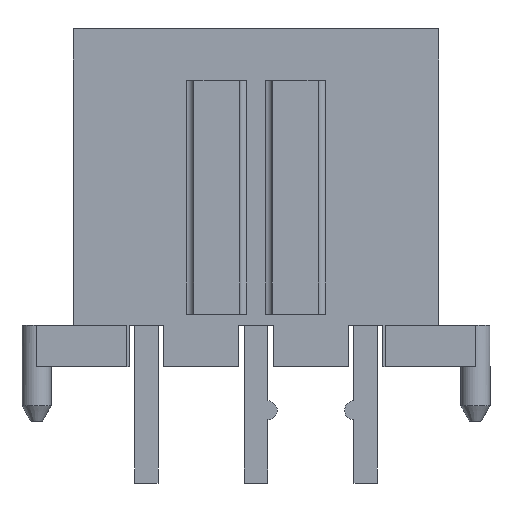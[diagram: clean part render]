
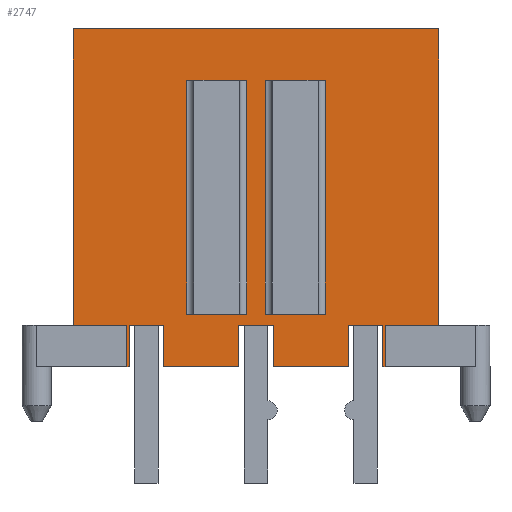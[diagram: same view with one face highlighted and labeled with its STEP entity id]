
A CAD part, front view. The second image highlights one B-rep face of the part: STEP entity #2747.
In plain terms, the highlighted planar face has unit normal (0, -1, 0).
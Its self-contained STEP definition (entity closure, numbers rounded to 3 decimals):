
#80=DIRECTION('',(1.,0.,0.));
#81=VECTOR('',#80,10.);
#82=CARTESIAN_POINT('',(-5.,-1.93,0.));
#83=LINE('',#82,#81);
#242=DIRECTION('',(1.,0.,0.));
#243=VECTOR('',#242,2.07);
#244=CARTESIAN_POINT('',(0.465,-1.93,-9.24));
#245=LINE('',#244,#243);
#274=DIRECTION('',(1.,0.,0.));
#275=VECTOR('',#274,2.07);
#276=CARTESIAN_POINT('',(-2.535,-1.93,-9.24));
#277=LINE('',#276,#275);
#331=DIRECTION('',(1.,0.,0.));
#332=VECTOR('',#331,0.07);
#333=CARTESIAN_POINT('',(-3.535,-1.93,-9.24));
#334=LINE('',#333,#332);
#374=DIRECTION('',(1.,0.,0.));
#375=VECTOR('',#374,0.07);
#376=CARTESIAN_POINT('',(3.465,-1.93,-9.24));
#377=LINE('',#376,#375);
#582=DIRECTION('',(0.,0.,-1.));
#583=VECTOR('',#582,8.11);
#584=CARTESIAN_POINT('',(5.,-1.93,0.));
#585=LINE('',#584,#583);
#725=DIRECTION('',(0.,0.,-1.));
#726=VECTOR('',#725,6.4);
#727=CARTESIAN_POINT('',(-1.9,-1.93,-1.4));
#728=LINE('',#727,#726);
#729=DIRECTION('',(0.,0.,1.));
#730=VECTOR('',#729,6.4);
#731=CARTESIAN_POINT('',(-0.25,-1.93,-7.8));
#732=LINE('',#731,#730);
#733=DIRECTION('',(0.,0.,-1.));
#734=VECTOR('',#733,6.4);
#735=CARTESIAN_POINT('',(0.25,-1.93,-1.4));
#736=LINE('',#735,#734);
#737=DIRECTION('',(0.,0.,1.));
#738=VECTOR('',#737,6.4);
#739=CARTESIAN_POINT('',(1.9,-1.93,-7.8));
#740=LINE('',#739,#738);
#741=DIRECTION('',(1.,0.,0.));
#742=VECTOR('',#741,1.465);
#743=CARTESIAN_POINT('',(-5.,-1.93,-8.11));
#744=LINE('',#743,#742);
#745=DIRECTION('',(0.,0.,-1.));
#746=VECTOR('',#745,8.11);
#747=CARTESIAN_POINT('',(-5.,-1.93,0.));
#748=LINE('',#747,#746);
#749=DIRECTION('',(1.,0.,0.));
#750=VECTOR('',#749,1.465);
#751=CARTESIAN_POINT('',(3.535,-1.93,-8.11));
#752=LINE('',#751,#750);
#753=DIRECTION('',(0.,0.,1.));
#754=VECTOR('',#753,1.13);
#755=CARTESIAN_POINT('',(3.535,-1.93,-9.24));
#756=LINE('',#755,#754);
#757=DIRECTION('',(0.,0.,1.));
#758=VECTOR('',#757,1.13);
#759=CARTESIAN_POINT('',(3.465,-1.93,-9.24));
#760=LINE('',#759,#758);
#761=DIRECTION('',(1.,0.,0.));
#762=VECTOR('',#761,0.93);
#763=CARTESIAN_POINT('',(2.535,-1.93,-8.11));
#764=LINE('',#763,#762);
#765=DIRECTION('',(0.,0.,1.));
#766=VECTOR('',#765,1.13);
#767=CARTESIAN_POINT('',(2.535,-1.93,-9.24));
#768=LINE('',#767,#766);
#769=DIRECTION('',(0.,0.,1.));
#770=VECTOR('',#769,1.13);
#771=CARTESIAN_POINT('',(0.465,-1.93,-9.24));
#772=LINE('',#771,#770);
#773=DIRECTION('',(1.,0.,0.));
#774=VECTOR('',#773,0.93);
#775=CARTESIAN_POINT('',(-0.465,-1.93,-8.11));
#776=LINE('',#775,#774);
#777=DIRECTION('',(0.,0.,1.));
#778=VECTOR('',#777,1.13);
#779=CARTESIAN_POINT('',(-0.465,-1.93,-9.24));
#780=LINE('',#779,#778);
#781=DIRECTION('',(0.,0.,1.));
#782=VECTOR('',#781,1.13);
#783=CARTESIAN_POINT('',(-2.535,-1.93,-9.24));
#784=LINE('',#783,#782);
#785=DIRECTION('',(1.,0.,0.));
#786=VECTOR('',#785,0.93);
#787=CARTESIAN_POINT('',(-3.465,-1.93,-8.11));
#788=LINE('',#787,#786);
#789=DIRECTION('',(0.,0.,1.));
#790=VECTOR('',#789,1.13);
#791=CARTESIAN_POINT('',(-3.465,-1.93,-9.24));
#792=LINE('',#791,#790);
#793=DIRECTION('',(0.,0.,1.));
#794=VECTOR('',#793,1.13);
#795=CARTESIAN_POINT('',(-3.535,-1.93,-9.24));
#796=LINE('',#795,#794);
#807=DIRECTION('',(1.,0.,0.));
#808=VECTOR('',#807,1.65);
#809=CARTESIAN_POINT('',(-1.9,-1.93,-1.4));
#810=LINE('',#809,#808);
#825=DIRECTION('',(-1.,0.,0.));
#826=VECTOR('',#825,1.65);
#827=CARTESIAN_POINT('',(-0.25,-1.93,-7.8));
#828=LINE('',#827,#826);
#891=DIRECTION('',(1.,0.,0.));
#892=VECTOR('',#891,1.65);
#893=CARTESIAN_POINT('',(0.25,-1.93,-1.4));
#894=LINE('',#893,#892);
#909=DIRECTION('',(-1.,0.,0.));
#910=VECTOR('',#909,1.65);
#911=CARTESIAN_POINT('',(1.9,-1.93,-7.8));
#912=LINE('',#911,#910);
#1451=CARTESIAN_POINT('',(-5.,-1.93,0.));
#1453=VERTEX_POINT('',#1451);
#1454=CARTESIAN_POINT('',(5.,-1.93,0.));
#1455=VERTEX_POINT('',#1454);
#1486=CARTESIAN_POINT('',(-1.9,-1.93,-1.4));
#1487=CARTESIAN_POINT('',(-1.9,-1.93,-7.8));
#1488=VERTEX_POINT('',#1486);
#1489=VERTEX_POINT('',#1487);
#1494=CARTESIAN_POINT('',(-0.25,-1.93,-7.8));
#1495=CARTESIAN_POINT('',(-0.25,-1.93,-1.4));
#1496=VERTEX_POINT('',#1494);
#1497=VERTEX_POINT('',#1495);
#1502=CARTESIAN_POINT('',(0.25,-1.93,-1.4));
#1503=CARTESIAN_POINT('',(0.25,-1.93,-7.8));
#1504=VERTEX_POINT('',#1502);
#1505=VERTEX_POINT('',#1503);
#1510=CARTESIAN_POINT('',(1.9,-1.93,-7.8));
#1511=CARTESIAN_POINT('',(1.9,-1.93,-1.4));
#1512=VERTEX_POINT('',#1510);
#1513=VERTEX_POINT('',#1511);
#1570=CARTESIAN_POINT('',(2.535,-1.93,-9.24));
#1572=VERTEX_POINT('',#1570);
#1574=CARTESIAN_POINT('',(3.465,-1.93,-9.24));
#1576=VERTEX_POINT('',#1574);
#1594=CARTESIAN_POINT('',(-0.465,-1.93,-9.24));
#1596=VERTEX_POINT('',#1594);
#1598=CARTESIAN_POINT('',(0.465,-1.93,-9.24));
#1600=VERTEX_POINT('',#1598);
#1618=CARTESIAN_POINT('',(-3.465,-1.93,-9.24));
#1620=VERTEX_POINT('',#1618);
#1622=CARTESIAN_POINT('',(-2.535,-1.93,-9.24));
#1624=VERTEX_POINT('',#1622);
#1686=CARTESIAN_POINT('',(3.535,-1.93,-8.11));
#1687=VERTEX_POINT('',#1686);
#1688=CARTESIAN_POINT('',(-3.535,-1.93,-8.11));
#1689=VERTEX_POINT('',#1688);
#1690=CARTESIAN_POINT('',(-5.,-1.93,-8.11));
#1691=VERTEX_POINT('',#1690);
#1692=CARTESIAN_POINT('',(5.,-1.93,-8.11));
#1693=VERTEX_POINT('',#1692);
#1694=CARTESIAN_POINT('',(3.535,-1.93,-9.24));
#1695=VERTEX_POINT('',#1694);
#1696=CARTESIAN_POINT('',(-3.535,-1.93,-9.24));
#1697=VERTEX_POINT('',#1696);
#1698=CARTESIAN_POINT('',(2.535,-1.93,-8.11));
#1699=VERTEX_POINT('',#1698);
#1700=CARTESIAN_POINT('',(3.465,-1.93,-8.11));
#1701=VERTEX_POINT('',#1700);
#1706=CARTESIAN_POINT('',(-0.465,-1.93,-8.11));
#1707=VERTEX_POINT('',#1706);
#1708=CARTESIAN_POINT('',(0.465,-1.93,-8.11));
#1709=VERTEX_POINT('',#1708);
#1714=CARTESIAN_POINT('',(-3.465,-1.93,-8.11));
#1715=VERTEX_POINT('',#1714);
#1716=CARTESIAN_POINT('',(-2.535,-1.93,-8.11));
#1717=VERTEX_POINT('',#1716);
#2697=CARTESIAN_POINT('',(-5.,-1.93,0.));
#2698=DIRECTION('',(0.,-1.,0.));
#2699=DIRECTION('',(1.,0.,0.));
#2700=AXIS2_PLACEMENT_3D('',#2697,#2698,#2699);
#2701=PLANE('',#2700);
#2702=ORIENTED_EDGE('',*,*,#2498,.F.);
#2703=ORIENTED_EDGE('',*,*,#2395,.F.);
#2704=ORIENTED_EDGE('',*,*,#1893,.T.);
#2705=ORIENTED_EDGE('',*,*,#2462,.T.);
#2706=ORIENTED_EDGE('',*,*,#2478,.F.);
#2707=ORIENTED_EDGE('',*,*,#2520,.F.);
#2708=ORIENTED_EDGE('',*,*,#2175,.F.);
#2709=ORIENTED_EDGE('',*,*,#2194,.T.);
#2710=ORIENTED_EDGE('',*,*,#2325,.F.);
#2712=ORIENTED_EDGE('',*,*,#2711,.F.);
#2713=ORIENTED_EDGE('',*,*,#2068,.F.);
#2714=ORIENTED_EDGE('',*,*,#2284,.T.);
#2715=ORIENTED_EDGE('',*,*,#2319,.F.);
#2717=ORIENTED_EDGE('',*,*,#2716,.F.);
#2718=ORIENTED_EDGE('',*,*,#2099,.F.);
#2720=ORIENTED_EDGE('',*,*,#2719,.T.);
#2721=ORIENTED_EDGE('',*,*,#2312,.F.);
#2722=ORIENTED_EDGE('',*,*,#2022,.F.);
#2723=ORIENTED_EDGE('',*,*,#2148,.F.);
#2724=ORIENTED_EDGE('',*,*,#2690,.T.);
#2725=EDGE_LOOP('',(#2702,#2703,#2704,#2705,#2706,#2707,#2708,#2709,#2710,#2712,
#2713,#2714,#2715,#2717,#2718,#2720,#2721,#2722,#2723,#2724));
#2726=FACE_OUTER_BOUND('',#2725,.F.);
#2728=ORIENTED_EDGE('',*,*,#2727,.T.);
#2730=ORIENTED_EDGE('',*,*,#2729,.F.);
#2732=ORIENTED_EDGE('',*,*,#2731,.T.);
#2734=ORIENTED_EDGE('',*,*,#2733,.F.);
#2735=EDGE_LOOP('',(#2728,#2730,#2732,#2734));
#2736=FACE_BOUND('',#2735,.F.);
#2738=ORIENTED_EDGE('',*,*,#2737,.T.);
#2740=ORIENTED_EDGE('',*,*,#2739,.F.);
#2742=ORIENTED_EDGE('',*,*,#2741,.T.);
#2744=ORIENTED_EDGE('',*,*,#2743,.F.);
#2745=EDGE_LOOP('',(#2738,#2740,#2742,#2744));
#2746=FACE_BOUND('',#2745,.F.);
#2747=ADVANCED_FACE('',(#2726,#2736,#2746),#2701,.T.);
#1893=EDGE_CURVE('',#1453,#1455,#83,.T.);
#2022=EDGE_CURVE('',#1620,#1715,#792,.T.);
#2068=EDGE_CURVE('',#1600,#1572,#245,.T.);
#2099=EDGE_CURVE('',#1624,#1596,#277,.T.);
#2148=EDGE_CURVE('',#1697,#1620,#334,.T.);
#2175=EDGE_CURVE('',#1576,#1695,#377,.T.);
#2194=EDGE_CURVE('',#1576,#1701,#760,.T.);
#2284=EDGE_CURVE('',#1600,#1709,#772,.T.);
#2312=EDGE_CURVE('',#1715,#1717,#788,.T.);
#2319=EDGE_CURVE('',#1707,#1709,#776,.T.);
#2325=EDGE_CURVE('',#1699,#1701,#764,.T.);
#2395=EDGE_CURVE('',#1453,#1691,#748,.T.);
#2462=EDGE_CURVE('',#1455,#1693,#585,.T.);
#2478=EDGE_CURVE('',#1687,#1693,#752,.T.);
#2498=EDGE_CURVE('',#1691,#1689,#744,.T.);
#2520=EDGE_CURVE('',#1695,#1687,#756,.T.);
#2690=EDGE_CURVE('',#1697,#1689,#796,.T.);
#2711=EDGE_CURVE('',#1572,#1699,#768,.T.);
#2716=EDGE_CURVE('',#1596,#1707,#780,.T.);
#2719=EDGE_CURVE('',#1624,#1717,#784,.T.);
#2727=EDGE_CURVE('',#1488,#1489,#728,.T.);
#2729=EDGE_CURVE('',#1496,#1489,#828,.T.);
#2731=EDGE_CURVE('',#1496,#1497,#732,.T.);
#2733=EDGE_CURVE('',#1488,#1497,#810,.T.);
#2737=EDGE_CURVE('',#1504,#1505,#736,.T.);
#2739=EDGE_CURVE('',#1512,#1505,#912,.T.);
#2741=EDGE_CURVE('',#1512,#1513,#740,.T.);
#2743=EDGE_CURVE('',#1504,#1513,#894,.T.);
